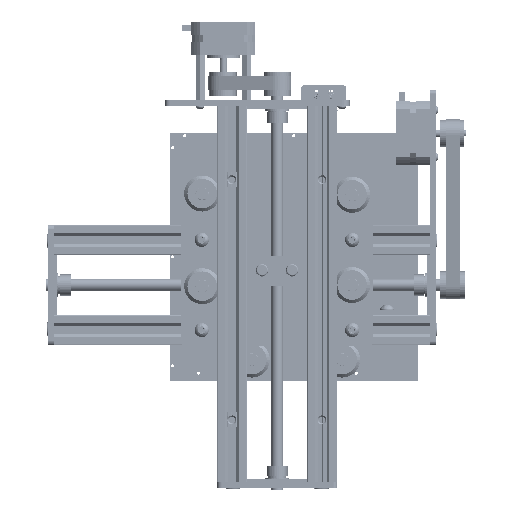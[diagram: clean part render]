
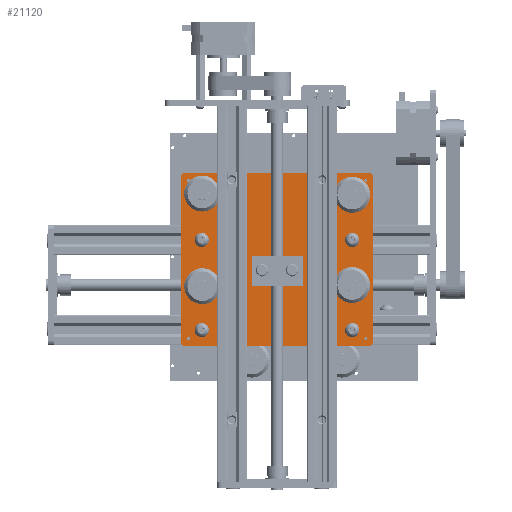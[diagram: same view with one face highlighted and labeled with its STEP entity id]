
A CAD part, front view. The second image highlights one B-rep face of the part: STEP entity #21120.
In plain terms, the highlighted planar face has unit normal (0, -1, 0).
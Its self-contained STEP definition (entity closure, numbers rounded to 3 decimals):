
#2277=FACE_BOUND('',#5192,.T.);
#2278=FACE_BOUND('',#5193,.T.);
#2279=FACE_BOUND('',#5194,.T.);
#2280=FACE_BOUND('',#5195,.T.);
#2281=FACE_BOUND('',#5196,.T.);
#2282=FACE_BOUND('',#5197,.T.);
#2283=FACE_BOUND('',#5198,.T.);
#2284=FACE_BOUND('',#5199,.T.);
#2285=FACE_BOUND('',#5200,.T.);
#2286=FACE_BOUND('',#5201,.T.);
#2287=FACE_BOUND('',#5202,.T.);
#2288=FACE_BOUND('',#5203,.T.);
#2289=FACE_BOUND('',#5204,.T.);
#2290=FACE_BOUND('',#5205,.T.);
#2851=CIRCLE('',#23343,3.);
#2870=CIRCLE('',#23365,3.);
#2871=CIRCLE('',#23367,3.);
#2872=CIRCLE('',#23370,3.);
#2873=CIRCLE('',#23372,2.6);
#2874=CIRCLE('',#23374,2.6);
#2875=CIRCLE('',#23376,3.55);
#2876=CIRCLE('',#23378,3.55);
#2877=CIRCLE('',#23380,2.6);
#2878=CIRCLE('',#23382,2.6);
#2879=CIRCLE('',#23384,2.6);
#2880=CIRCLE('',#23386,2.6);
#2881=CIRCLE('',#23388,2.6);
#2882=CIRCLE('',#23390,2.6);
#2883=CIRCLE('',#23392,1.);
#2884=CIRCLE('',#23394,1.);
#2885=CIRCLE('',#23396,1.);
#2886=CIRCLE('',#23398,1.);
#3838=FACE_OUTER_BOUND('',#5191,.T.);
#5191=EDGE_LOOP('',(#17204,#17205,#17206,#17207,#17208,#17209,#17210,#17211));
#5192=EDGE_LOOP('',(#17212));
#5193=EDGE_LOOP('',(#17213));
#5194=EDGE_LOOP('',(#17214));
#5195=EDGE_LOOP('',(#17215));
#5196=EDGE_LOOP('',(#17216));
#5197=EDGE_LOOP('',(#17217));
#5198=EDGE_LOOP('',(#17218));
#5199=EDGE_LOOP('',(#17219));
#5200=EDGE_LOOP('',(#17220));
#5201=EDGE_LOOP('',(#17221));
#5202=EDGE_LOOP('',(#17222));
#5203=EDGE_LOOP('',(#17223));
#5204=EDGE_LOOP('',(#17224));
#5205=EDGE_LOOP('',(#17225));
#6772=LINE('',#40329,#8422);
#6778=LINE('',#40344,#8428);
#6794=LINE('',#40406,#8444);
#6795=LINE('',#40408,#8445);
#8422=VECTOR('',#27586,10.);
#8428=VECTOR('',#27602,10.);
#8444=VECTOR('',#27680,10.);
#8445=VECTOR('',#27683,10.);
#10186=VERTEX_POINT('',#40277);
#10187=VERTEX_POINT('',#40278);
#10210=VERTEX_POINT('',#40328);
#10211=VERTEX_POINT('',#40332);
#10212=VERTEX_POINT('',#40336);
#10213=VERTEX_POINT('',#40337);
#10214=VERTEX_POINT('',#40342);
#10215=VERTEX_POINT('',#40346);
#10216=VERTEX_POINT('',#40350);
#10217=VERTEX_POINT('',#40354);
#10218=VERTEX_POINT('',#40358);
#10219=VERTEX_POINT('',#40362);
#10220=VERTEX_POINT('',#40366);
#10221=VERTEX_POINT('',#40370);
#10222=VERTEX_POINT('',#40374);
#10223=VERTEX_POINT('',#40378);
#10224=VERTEX_POINT('',#40382);
#10225=VERTEX_POINT('',#40386);
#10226=VERTEX_POINT('',#40390);
#10227=VERTEX_POINT('',#40394);
#10228=VERTEX_POINT('',#40398);
#10229=VERTEX_POINT('',#40402);
#12634=EDGE_CURVE('',#10186,#10187,#2851,.T.);
#12659=EDGE_CURVE('',#10210,#10187,#6772,.T.);
#12661=EDGE_CURVE('',#10210,#10211,#2870,.T.);
#12663=EDGE_CURVE('',#10212,#10213,#2871,.T.);
#12667=EDGE_CURVE('',#10212,#10214,#6778,.T.);
#12668=EDGE_CURVE('',#10215,#10214,#2872,.T.);
#12670=EDGE_CURVE('',#10216,#10216,#2873,.T.);
#12672=EDGE_CURVE('',#10217,#10217,#2874,.T.);
#12674=EDGE_CURVE('',#10218,#10218,#2875,.T.);
#12676=EDGE_CURVE('',#10219,#10219,#2876,.T.);
#12678=EDGE_CURVE('',#10220,#10220,#2877,.T.);
#12680=EDGE_CURVE('',#10221,#10221,#2878,.T.);
#12682=EDGE_CURVE('',#10222,#10222,#2879,.T.);
#12684=EDGE_CURVE('',#10223,#10223,#2880,.T.);
#12686=EDGE_CURVE('',#10224,#10224,#2881,.T.);
#12688=EDGE_CURVE('',#10225,#10225,#2882,.T.);
#12690=EDGE_CURVE('',#10226,#10226,#2883,.T.);
#12692=EDGE_CURVE('',#10227,#10227,#2884,.T.);
#12694=EDGE_CURVE('',#10228,#10228,#2885,.T.);
#12696=EDGE_CURVE('',#10229,#10229,#2886,.T.);
#12698=EDGE_CURVE('',#10186,#10213,#6794,.T.);
#12699=EDGE_CURVE('',#10215,#10211,#6795,.T.);
#17204=ORIENTED_EDGE('',*,*,#12634,.F.);
#17205=ORIENTED_EDGE('',*,*,#12698,.T.);
#17206=ORIENTED_EDGE('',*,*,#12663,.F.);
#17207=ORIENTED_EDGE('',*,*,#12667,.T.);
#17208=ORIENTED_EDGE('',*,*,#12668,.F.);
#17209=ORIENTED_EDGE('',*,*,#12699,.T.);
#17210=ORIENTED_EDGE('',*,*,#12661,.F.);
#17211=ORIENTED_EDGE('',*,*,#12659,.T.);
#17212=ORIENTED_EDGE('',*,*,#12696,.T.);
#17213=ORIENTED_EDGE('',*,*,#12694,.T.);
#17214=ORIENTED_EDGE('',*,*,#12692,.T.);
#17215=ORIENTED_EDGE('',*,*,#12690,.T.);
#17216=ORIENTED_EDGE('',*,*,#12688,.T.);
#17217=ORIENTED_EDGE('',*,*,#12686,.T.);
#17218=ORIENTED_EDGE('',*,*,#12684,.T.);
#17219=ORIENTED_EDGE('',*,*,#12682,.T.);
#17220=ORIENTED_EDGE('',*,*,#12680,.T.);
#17221=ORIENTED_EDGE('',*,*,#12678,.T.);
#17222=ORIENTED_EDGE('',*,*,#12676,.T.);
#17223=ORIENTED_EDGE('',*,*,#12674,.T.);
#17224=ORIENTED_EDGE('',*,*,#12672,.T.);
#17225=ORIENTED_EDGE('',*,*,#12670,.T.);
#20245=PLANE('',#23401);
#21120=ADVANCED_FACE('',(#3838,#2277,#2278,#2279,#2280,#2281,#2282,#2283,
#2284,#2285,#2286,#2287,#2288,#2289,#2290),#20245,.F.);
#23343=AXIS2_PLACEMENT_3D('',#40279,#27538,#27539);
#23365=AXIS2_PLACEMENT_3D('',#40333,#27590,#27591);
#23367=AXIS2_PLACEMENT_3D('',#40338,#27595,#27596);
#23370=AXIS2_PLACEMENT_3D('',#40347,#27605,#27606);
#23372=AXIS2_PLACEMENT_3D('',#40351,#27610,#27611);
#23374=AXIS2_PLACEMENT_3D('',#40355,#27615,#27616);
#23376=AXIS2_PLACEMENT_3D('',#40359,#27620,#27621);
#23378=AXIS2_PLACEMENT_3D('',#40363,#27625,#27626);
#23380=AXIS2_PLACEMENT_3D('',#40367,#27630,#27631);
#23382=AXIS2_PLACEMENT_3D('',#40371,#27635,#27636);
#23384=AXIS2_PLACEMENT_3D('',#40375,#27640,#27641);
#23386=AXIS2_PLACEMENT_3D('',#40379,#27645,#27646);
#23388=AXIS2_PLACEMENT_3D('',#40383,#27650,#27651);
#23390=AXIS2_PLACEMENT_3D('',#40387,#27655,#27656);
#23392=AXIS2_PLACEMENT_3D('',#40391,#27660,#27661);
#23394=AXIS2_PLACEMENT_3D('',#40395,#27665,#27666);
#23396=AXIS2_PLACEMENT_3D('',#40399,#27670,#27671);
#23398=AXIS2_PLACEMENT_3D('',#40403,#27675,#27676);
#23401=AXIS2_PLACEMENT_3D('',#40409,#27684,#27685);
#27538=DIRECTION('center_axis',(0.,1.,0.));
#27539=DIRECTION('ref_axis',(0.707,0.,-0.707));
#27586=DIRECTION('',(1.,0.,0.));
#27590=DIRECTION('center_axis',(0.,1.,0.));
#27591=DIRECTION('ref_axis',(-0.707,0.,-0.707));
#27595=DIRECTION('center_axis',(0.,1.,0.));
#27596=DIRECTION('ref_axis',(0.707,0.,0.707));
#27602=DIRECTION('',(-1.,0.,0.));
#27605=DIRECTION('center_axis',(0.,1.,0.));
#27606=DIRECTION('ref_axis',(-0.707,0.,0.707));
#27610=DIRECTION('center_axis',(0.,1.,0.));
#27611=DIRECTION('ref_axis',(1.,0.,0.));
#27615=DIRECTION('center_axis',(0.,1.,0.));
#27616=DIRECTION('ref_axis',(1.,0.,0.));
#27620=DIRECTION('center_axis',(0.,1.,0.));
#27621=DIRECTION('ref_axis',(1.,0.,0.));
#27625=DIRECTION('center_axis',(0.,1.,0.));
#27626=DIRECTION('ref_axis',(1.,0.,0.));
#27630=DIRECTION('center_axis',(0.,1.,0.));
#27631=DIRECTION('ref_axis',(1.,0.,0.));
#27635=DIRECTION('center_axis',(0.,1.,0.));
#27636=DIRECTION('ref_axis',(1.,0.,0.));
#27640=DIRECTION('center_axis',(0.,1.,0.));
#27641=DIRECTION('ref_axis',(1.,0.,0.));
#27645=DIRECTION('center_axis',(0.,1.,0.));
#27646=DIRECTION('ref_axis',(1.,0.,0.));
#27650=DIRECTION('center_axis',(0.,1.,0.));
#27651=DIRECTION('ref_axis',(1.,0.,0.));
#27655=DIRECTION('center_axis',(0.,1.,0.));
#27656=DIRECTION('ref_axis',(1.,0.,0.));
#27660=DIRECTION('center_axis',(0.,1.,0.));
#27661=DIRECTION('ref_axis',(1.,0.,0.));
#27665=DIRECTION('center_axis',(0.,1.,0.));
#27666=DIRECTION('ref_axis',(1.,0.,0.));
#27670=DIRECTION('center_axis',(0.,1.,0.));
#27671=DIRECTION('ref_axis',(1.,0.,0.));
#27675=DIRECTION('center_axis',(0.,1.,0.));
#27676=DIRECTION('ref_axis',(1.,0.,0.));
#27680=DIRECTION('',(0.,0.,1.));
#27683=DIRECTION('',(0.,0.,-1.));
#27684=DIRECTION('center_axis',(0.,1.,0.));
#27685=DIRECTION('ref_axis',(1.,0.,0.));
#40277=CARTESIAN_POINT('',(64.,22.44,218.741));
#40278=CARTESIAN_POINT('',(61.,22.44,215.741));
#40279=CARTESIAN_POINT('Origin',(61.,22.44,218.741));
#40328=CARTESIAN_POINT('',(-61.,22.44,215.741));
#40329=CARTESIAN_POINT('',(-64.,22.44,215.741));
#40332=CARTESIAN_POINT('',(-64.,22.44,218.741));
#40333=CARTESIAN_POINT('Origin',(-61.,22.44,218.741));
#40336=CARTESIAN_POINT('',(61.,22.44,330.741));
#40337=CARTESIAN_POINT('',(64.,22.44,327.741));
#40338=CARTESIAN_POINT('Origin',(61.,22.44,327.741));
#40342=CARTESIAN_POINT('',(-61.,22.44,330.741));
#40344=CARTESIAN_POINT('',(64.,22.44,330.741));
#40346=CARTESIAN_POINT('',(-64.,22.44,327.741));
#40347=CARTESIAN_POINT('Origin',(-61.,22.44,327.741));
#40350=CARTESIAN_POINT('',(-52.45,22.44,255.951));
#40351=CARTESIAN_POINT('Origin',(-49.85,22.44,255.951));
#40354=CARTESIAN_POINT('',(-52.45,22.44,316.591));
#40355=CARTESIAN_POINT('Origin',(-49.85,22.44,316.591));
#40358=CARTESIAN_POINT('',(46.3,22.44,316.591));
#40359=CARTESIAN_POINT('Origin',(49.85,22.44,316.591));
#40362=CARTESIAN_POINT('',(46.3,22.44,255.951));
#40363=CARTESIAN_POINT('Origin',(49.85,22.44,255.951));
#40366=CARTESIAN_POINT('',(47.25,22.44,286.271));
#40367=CARTESIAN_POINT('Origin',(49.85,22.44,286.271));
#40370=CARTESIAN_POINT('',(-52.45,22.44,286.271));
#40371=CARTESIAN_POINT('Origin',(-49.85,22.44,286.271));
#40374=CARTESIAN_POINT('',(47.25,22.44,226.271));
#40375=CARTESIAN_POINT('Origin',(49.85,22.44,226.271));
#40378=CARTESIAN_POINT('',(-52.45,22.44,226.271));
#40379=CARTESIAN_POINT('Origin',(-49.85,22.44,226.271));
#40382=CARTESIAN_POINT('',(7.4,22.44,265.951));
#40383=CARTESIAN_POINT('Origin',(10.,22.44,265.951));
#40386=CARTESIAN_POINT('',(-12.6,22.44,265.951));
#40387=CARTESIAN_POINT('Origin',(-10.,22.44,265.951));
#40390=CARTESIAN_POINT('',(-60.,22.44,220.741));
#40391=CARTESIAN_POINT('Origin',(-59.,22.44,220.741));
#40394=CARTESIAN_POINT('',(58.,22.44,220.741));
#40395=CARTESIAN_POINT('Origin',(59.,22.44,220.741));
#40398=CARTESIAN_POINT('',(-60.,22.44,325.741));
#40399=CARTESIAN_POINT('Origin',(-59.,22.44,325.741));
#40402=CARTESIAN_POINT('',(58.,22.44,325.741));
#40403=CARTESIAN_POINT('Origin',(59.,22.44,325.741));
#40406=CARTESIAN_POINT('',(64.,22.44,215.741));
#40408=CARTESIAN_POINT('',(-64.,22.44,330.741));
#40409=CARTESIAN_POINT('Origin',(0.,22.44,273.241));
